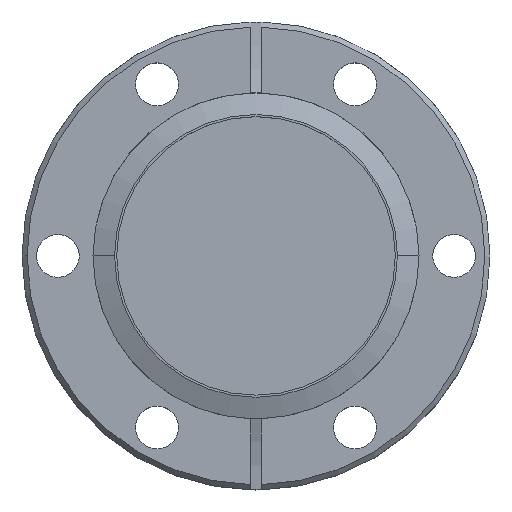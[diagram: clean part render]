
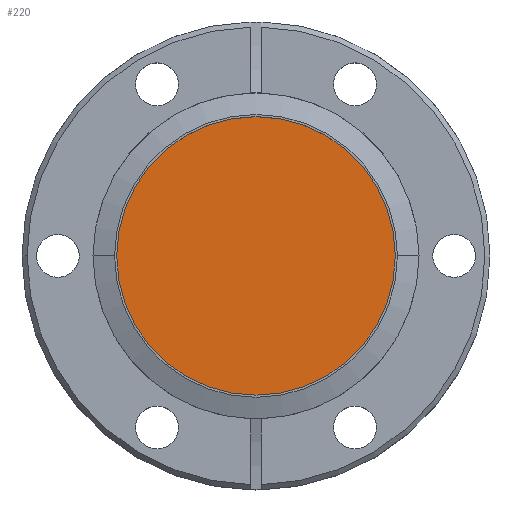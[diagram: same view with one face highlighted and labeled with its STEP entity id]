
A CAD part, top view. The second image highlights one B-rep face of the part: STEP entity #220.
In plain terms, the highlighted face is planar.
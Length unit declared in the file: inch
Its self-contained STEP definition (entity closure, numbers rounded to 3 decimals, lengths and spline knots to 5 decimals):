
#220 = ADVANCED_FACE ( 'NONE', ( #804 ), #792, .F. ) ;
#221 = EDGE_LOOP ( 'NONE', ( #222, #259 ) ) ;
#222 = ORIENTED_EDGE ( 'NONE', *, *, #255, .F. ) ;
#223 = EDGE_CURVE ( 'NONE', #250, #224, #813, .T. ) ;
#224 = VERTEX_POINT ( 'NONE', #847 ) ;
#250 = VERTEX_POINT ( 'NONE', #826 ) ;
#255 = EDGE_CURVE ( 'NONE', #224, #250, #820, .T. ) ;
#259 = ORIENTED_EDGE ( 'NONE', *, *, #223, .F. ) ;
#792 = PLANE ( 'NONE',  #793 ) ;
#793 = AXIS2_PLACEMENT_3D ( 'NONE', #801, #800, #807 ) ;
#800 = DIRECTION ( 'NONE',  ( 0., 0., 1. ) ) ;
#801 = CARTESIAN_POINT ( 'NONE',  ( 0., 0., 0. ) ) ;
#803 = CARTESIAN_POINT ( 'NONE',  ( 0., 0., 0. ) ) ;
#804 = FACE_OUTER_BOUND ( 'NONE', #221, .T. ) ;
#806 = DIRECTION ( 'NONE',  ( 0., 0., 1. ) ) ;
#807 = DIRECTION ( 'NONE',  ( 1., 0., 0. ) ) ;
#813 = CIRCLE ( 'NONE', #849, 0.88 ) ;
#816 = DIRECTION ( 'NONE',  ( 1., 0., 0. ) ) ;
#817 = DIRECTION ( 'NONE',  ( 0., 0., 1. ) ) ;
#818 = CARTESIAN_POINT ( 'NONE',  ( 0., 0., 0. ) ) ;
#819 = AXIS2_PLACEMENT_3D ( 'NONE', #818, #817, #816 ) ;
#820 = CIRCLE ( 'NONE', #819, 0.88 ) ;
#826 = CARTESIAN_POINT ( 'NONE',  ( 0.88, 0., 0. ) ) ;
#847 = CARTESIAN_POINT ( 'NONE',  ( -0.88, 0., 0. ) ) ;
#848 = DIRECTION ( 'NONE',  ( 1., 0., 0. ) ) ;
#849 = AXIS2_PLACEMENT_3D ( 'NONE', #803, #806, #848 ) ;
